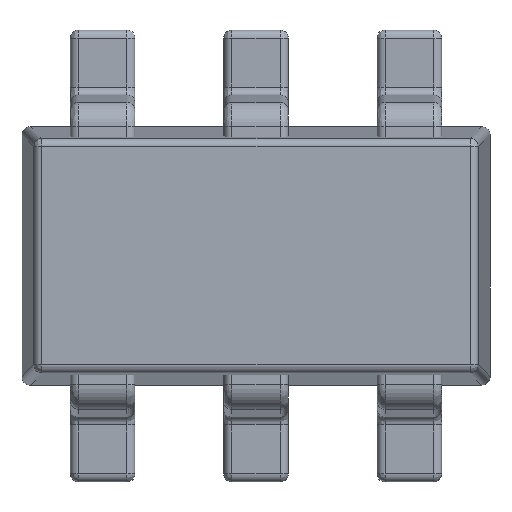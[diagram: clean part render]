
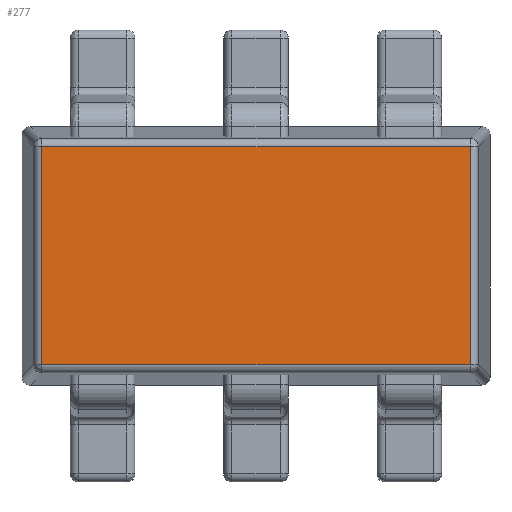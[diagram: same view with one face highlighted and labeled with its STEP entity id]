
A CAD part, top view. The second image highlights one B-rep face of the part: STEP entity #277.
In plain terms, the highlighted planar face has unit normal (0, 0, 1).
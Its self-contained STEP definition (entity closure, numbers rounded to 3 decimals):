
#277=ADVANCED_FACE('NONE',(#709),#710,.T.);
#709=FACE_OUTER_BOUND('',#1335,.T.);
#710=PLANE('',#1336);
#1335=EDGE_LOOP('',(#2799,#2800,#2801,#2802));
#1336=AXIS2_PLACEMENT_3D('',#2803,#2804,#2805);
#2799=ORIENTED_EDGE('',*,*,#4330,.F.);
#2800=ORIENTED_EDGE('',*,*,#4331,.F.);
#2801=ORIENTED_EDGE('',*,*,#4332,.F.);
#2802=ORIENTED_EDGE('',*,*,#4333,.T.);
#2803=CARTESIAN_POINT('',(-1.45,0.8,1.1));
#2804=DIRECTION('',(-0.0,0.0,1.0));
#2805=DIRECTION('',(1.0,-0.0,0.0));
#4330=EDGE_CURVE('NONE',#4967,#4968,#4969,.T.);
#4331=EDGE_CURVE('NONE',#4970,#4967,#4971,.T.);
#4332=EDGE_CURVE('NONE',#4972,#4970,#4973,.T.);
#4333=EDGE_CURVE('NONE',#4972,#4968,#4974,.T.);
#4967=VERTEX_POINT('NONE',#5864);
#4968=VERTEX_POINT('NONE',#5865);
#4969=LINE('',#5866,#5867);
#4970=VERTEX_POINT('NONE',#5868);
#4971=LINE('',#5869,#5870);
#4972=VERTEX_POINT('NONE',#5871);
#4973=LINE('',#5872,#5873);
#4974=LINE('',#5874,#5875);
#5864=CARTESIAN_POINT('',(-1.326,0.676,1.1));
#5865=CARTESIAN_POINT('',(1.326,0.676,1.1));
#5866=CARTESIAN_POINT('',(-1.45,0.676,1.1));
#5867=VECTOR('',#7198,1000.0);
#5868=CARTESIAN_POINT('',(-1.326,-0.676,1.1));
#5869=CARTESIAN_POINT('',(-1.326,0.8,1.1));
#5870=VECTOR('',#7199,1000.0);
#5871=CARTESIAN_POINT('',(1.326,-0.676,1.1));
#5872=CARTESIAN_POINT('',(-1.45,-0.676,1.1));
#5873=VECTOR('',#7200,1000.0);
#5874=CARTESIAN_POINT('',(1.326,0.8,1.1));
#5875=VECTOR('',#7201,1000.0);
#7198=DIRECTION('',(1.0,-0.0,-0.0));
#7199=DIRECTION('',(0.,1.0,-0.0));
#7200=DIRECTION('',(-1.0,-0.0,-0.0));
#7201=DIRECTION('',(0.0,1.0,0.0));
